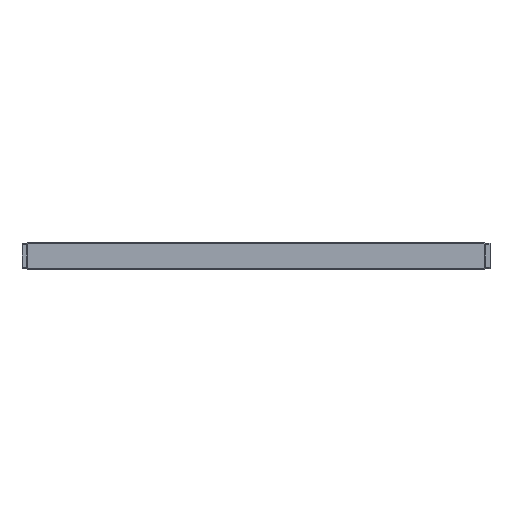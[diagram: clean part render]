
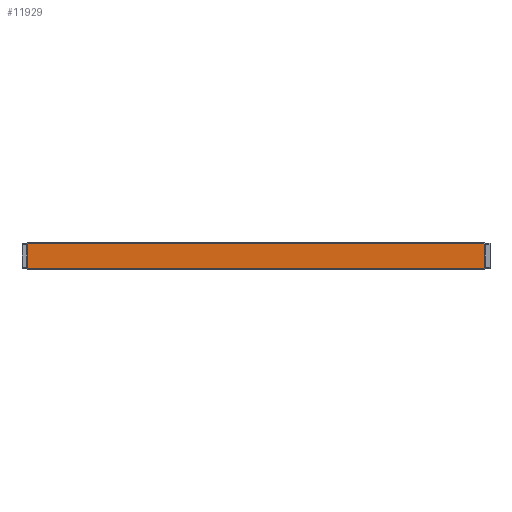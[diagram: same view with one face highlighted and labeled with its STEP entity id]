
A CAD part, front view. The second image highlights one B-rep face of the part: STEP entity #11929.
In plain terms, the highlighted planar face has unit normal (0, -1, 0).
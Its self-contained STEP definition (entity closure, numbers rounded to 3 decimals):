
#9902=FACE_OUTER_BOUND('',#20937,.T.);
#11929=ADVANCED_FACE('',(#9902),#14801,.T.);
#14801=PLANE('',#58128);
#20937=EDGE_LOOP('',(#25252,#25253,#25254,#25255,#25256,#25257,#25258,#25259));
#25252=ORIENTED_EDGE('',*,*,#43328,.T.);
#25253=ORIENTED_EDGE('',*,*,#43329,.F.);
#25254=ORIENTED_EDGE('',*,*,#43330,.T.);
#25255=ORIENTED_EDGE('',*,*,#43331,.T.);
#25256=ORIENTED_EDGE('',*,*,#43332,.T.);
#25257=ORIENTED_EDGE('',*,*,#43333,.F.);
#25258=ORIENTED_EDGE('',*,*,#43334,.T.);
#25259=ORIENTED_EDGE('',*,*,#43335,.T.);
#38596=VERTEX_POINT('',#75832);
#38597=VERTEX_POINT('',#75833);
#38598=VERTEX_POINT('',#75835);
#38599=VERTEX_POINT('',#75837);
#38600=VERTEX_POINT('',#75839);
#38601=VERTEX_POINT('',#75841);
#38602=VERTEX_POINT('',#75843);
#38603=VERTEX_POINT('',#75845);
#43328=EDGE_CURVE('',#38596,#38597,#49910,.T.);
#43329=EDGE_CURVE('',#38598,#38597,#49911,.T.);
#43330=EDGE_CURVE('',#38598,#38599,#49912,.T.);
#43331=EDGE_CURVE('',#38599,#38600,#49913,.T.);
#43332=EDGE_CURVE('',#38600,#38601,#49914,.T.);
#43333=EDGE_CURVE('',#38602,#38601,#49915,.T.);
#43334=EDGE_CURVE('',#38602,#38603,#49916,.T.);
#43335=EDGE_CURVE('',#38603,#38596,#49917,.T.);
#49910=LINE('',#75831,#54106);
#49911=LINE('',#75834,#54107);
#49912=LINE('',#75836,#54108);
#49913=LINE('',#75838,#54109);
#49914=LINE('',#75840,#54110);
#49915=LINE('',#75842,#54111);
#49916=LINE('',#75844,#54112);
#49917=LINE('',#75846,#54113);
#54106=VECTOR('',#62569,1.);
#54107=VECTOR('',#62570,1.);
#54108=VECTOR('',#62571,1.);
#54109=VECTOR('',#62572,1.);
#54110=VECTOR('',#62573,1.);
#54111=VECTOR('',#62574,1.);
#54112=VECTOR('',#62575,1.);
#54113=VECTOR('',#62576,1.);
#58128=AXIS2_PLACEMENT_3D('',#75847,#62577,#62578);
#62569=DIRECTION('',(-1.,0.,0.));
#62570=DIRECTION('',(0.577,0.,0.816));
#62571=DIRECTION('',(0.,0.,-1.));
#62572=DIRECTION('',(0.577,0.,-0.816));
#62573=DIRECTION('',(1.,0.,0.));
#62574=DIRECTION('',(-0.577,0.,-0.816));
#62575=DIRECTION('',(0.,0.,1.));
#62576=DIRECTION('',(-0.577,0.,0.816));
#62577=DIRECTION('',(0.,-1.,0.));
#62578=DIRECTION('',(1.,0.,0.));
#75831=CARTESIAN_POINT('',(-100.,-6.,5.5));
#75832=CARTESIAN_POINT('',(99.3,-6.,5.5));
#75833=CARTESIAN_POINT('',(-99.3,-6.,5.5));
#75834=CARTESIAN_POINT('',(-99.582,-6.,5.101));
#75835=CARTESIAN_POINT('',(-99.5,-6.,5.217));
#75836=CARTESIAN_POINT('',(-99.5,-6.,-5.5));
#75837=CARTESIAN_POINT('',(-99.5,-6.,-5.217));
#75838=CARTESIAN_POINT('',(-104.954,-6.,2.497));
#75839=CARTESIAN_POINT('',(-99.3,-6.,-5.5));
#75840=CARTESIAN_POINT('',(-100.,-6.,-5.5));
#75841=CARTESIAN_POINT('',(99.3,-6.,-5.5));
#75842=CARTESIAN_POINT('',(99.582,-6.,-5.101));
#75843=CARTESIAN_POINT('',(99.5,-6.,-5.217));
#75844=CARTESIAN_POINT('',(99.5,-6.,6.));
#75845=CARTESIAN_POINT('',(99.5,-6.,5.217));
#75846=CARTESIAN_POINT('',(32.631,-6.,99.784));
#75847=CARTESIAN_POINT('',(-100.,-6.,6.));
